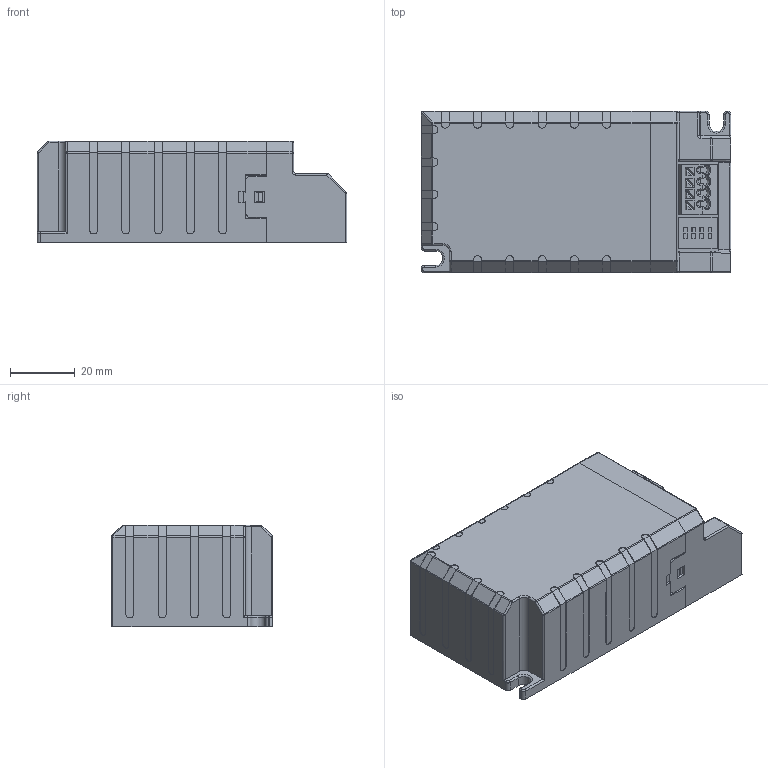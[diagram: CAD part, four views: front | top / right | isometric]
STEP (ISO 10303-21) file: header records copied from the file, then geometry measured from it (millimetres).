
FILE_DESCRIPTION(('Creo Elements/Direct Modeling STEP Export'),'2;1');
FILE_NAME('2D_B2L_DigiLED_CC_48.stp','2022-09-13T13:30:02',(''),(''),'PTC Creo Elements/Direct Modeling STEP processor for AP214 (Solid Model)','PTC Creo Elements/Direct Modeling 19.0E 27-Jun-2016 (C) Parametric Technology GmbH','');
FILE_SCHEMA(('AUTOMOTIVE_DESIGN { 1 0 10303 214 1 1 1 1 }'));
Length unit declared in the file: millimetre
Products named in the file (4): casing_top; Casing_bottom; PCB; K35_Digiledcc
Assembly tree (3 placements, depth 2):
  K35_Digiledcc
    PCB
    Casing_bottom
    casing_top
Bounding box: 96 x 50 x 31.5 mm (x, y, z)
Volume: 38934.9 mm3; surface area: 46442.9 mm2
Topology: 3 solids, 3 shells, 1967 faces, 5573 edges, 3665 vertices
Faces by surface type: plane 1750, cylinder 167, sphere 20, torus 16, cone 8, bspline 6
Entity records: 62816 total; most frequent: CARTESIAN_POINT 11451, ORIENTED_EDGE 11106, DIRECTION 9523, EDGE_CURVE 5553, VECTOR 5069, LINE 5069, VERTEX_POINT 3665, AXIS2_PLACEMENT_3D 2227
